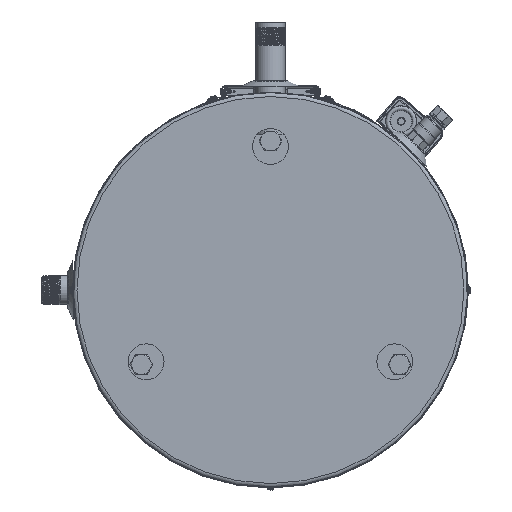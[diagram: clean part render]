
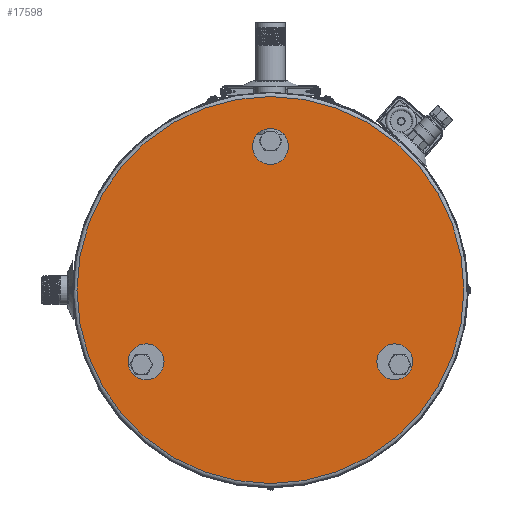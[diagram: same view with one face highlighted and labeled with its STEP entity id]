
A CAD part, front view. The second image highlights one B-rep face of the part: STEP entity #17598.
In plain terms, the highlighted planar face has unit normal (0, -1, 0).
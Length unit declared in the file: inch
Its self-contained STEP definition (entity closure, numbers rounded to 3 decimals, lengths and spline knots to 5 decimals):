
#302 = ORIENTED_EDGE ( 'NONE', *, *, #123418, .T. ) ;
#3659 = FACE_BOUND ( 'NONE', #50855, .T. ) ;
#4819 = VERTEX_POINT ( 'NONE', #14024 ) ;
#7074 = DIRECTION ( 'NONE',  ( 0., 0., 1. ) ) ;
#7304 = CIRCLE ( 'NONE', #27631, 1. ) ;
#13946 = VERTEX_POINT ( 'NONE', #134062 ) ;
#14024 = CARTESIAN_POINT ( 'NONE',  ( 0., -0.53, 9. ) ) ;
#17598 = ADVANCED_FACE ( 'NONE', ( #3659, #36867, #112435, #36179 ), #34783, .F. ) ;
#18726 = EDGE_CURVE ( 'NONE', #19097, #19097, #135694, .T. ) ;
#19097 = VERTEX_POINT ( 'NONE', #117874 ) ;
#19832 = DIRECTION ( 'NONE',  ( 0., 0., -1. ) ) ;
#21179 = CARTESIAN_POINT ( 'NONE',  ( 0., -0.53, 0. ) ) ;
#24198 = DIRECTION ( 'NONE',  ( 0., 0., 1. ) ) ;
#27631 = AXIS2_PLACEMENT_3D ( 'NONE', #40353, #124426, #115907 ) ;
#34783 = PLANE ( 'NONE',  #81059 ) ;
#36179 = FACE_OUTER_BOUND ( 'NONE', #74192, .T. ) ;
#36867 = FACE_BOUND ( 'NONE', #58952, .T. ) ;
#40316 = CARTESIAN_POINT ( 'NONE',  ( -6.9282, -0.53, -4. ) ) ;
#40353 = CARTESIAN_POINT ( 'NONE',  ( 0., -0.53, 8. ) ) ;
#47213 = EDGE_CURVE ( 'NONE', #13946, #13946, #81433, .T. ) ;
#49486 = DIRECTION ( 'NONE',  ( 0., 1., 0. ) ) ;
#50855 = EDGE_LOOP ( 'NONE', ( #65714 ) ) ;
#58952 = EDGE_LOOP ( 'NONE', ( #103567 ) ) ;
#60362 = CIRCLE ( 'NONE', #127994, 1. ) ;
#61635 = VERTEX_POINT ( 'NONE', #63726 ) ;
#63339 = AXIS2_PLACEMENT_3D ( 'NONE', #21179, #96802, #19832 ) ;
#63726 = CARTESIAN_POINT ( 'NONE',  ( 6.9282, -0.53, -3. ) ) ;
#64626 = EDGE_LOOP ( 'NONE', ( #302 ) ) ;
#64839 = ORIENTED_EDGE ( 'NONE', *, *, #47213, .T. ) ;
#65714 = ORIENTED_EDGE ( 'NONE', *, *, #73629, .T. ) ;
#73629 = EDGE_CURVE ( 'NONE', #61635, #61635, #60362, .T. ) ;
#74192 = EDGE_LOOP ( 'NONE', ( #64839 ) ) ;
#74862 = AXIS2_PLACEMENT_3D ( 'NONE', #40316, #49486, #7074 ) ;
#79213 = CARTESIAN_POINT ( 'NONE',  ( 6.9282, -0.53, -4. ) ) ;
#81059 = AXIS2_PLACEMENT_3D ( 'NONE', #120920, #111047, #24198 ) ;
#81433 = CIRCLE ( 'NONE', #63339, 10.78 ) ;
#96802 = DIRECTION ( 'NONE',  ( 0., -1., 0. ) ) ;
#103567 = ORIENTED_EDGE ( 'NONE', *, *, #18726, .T. ) ;
#111047 = DIRECTION ( 'NONE',  ( 0., 1., 0. ) ) ;
#111625 = DIRECTION ( 'NONE',  ( 0., 1., 0. ) ) ;
#112435 = FACE_BOUND ( 'NONE', #64626, .T. ) ;
#115907 = DIRECTION ( 'NONE',  ( 0., 0., 1. ) ) ;
#117874 = CARTESIAN_POINT ( 'NONE',  ( -6.9282, -0.53, -3. ) ) ;
#120920 = CARTESIAN_POINT ( 'NONE',  ( 0., -0.53, 0. ) ) ;
#123418 = EDGE_CURVE ( 'NONE', #4819, #4819, #7304, .T. ) ;
#123577 = DIRECTION ( 'NONE',  ( 0., 0., 1. ) ) ;
#124426 = DIRECTION ( 'NONE',  ( 0., 1., 0. ) ) ;
#127994 = AXIS2_PLACEMENT_3D ( 'NONE', #79213, #111625, #123577 ) ;
#134062 = CARTESIAN_POINT ( 'NONE',  ( 0., -0.53, -10.78 ) ) ;
#135694 = CIRCLE ( 'NONE', #74862, 1. ) ;
